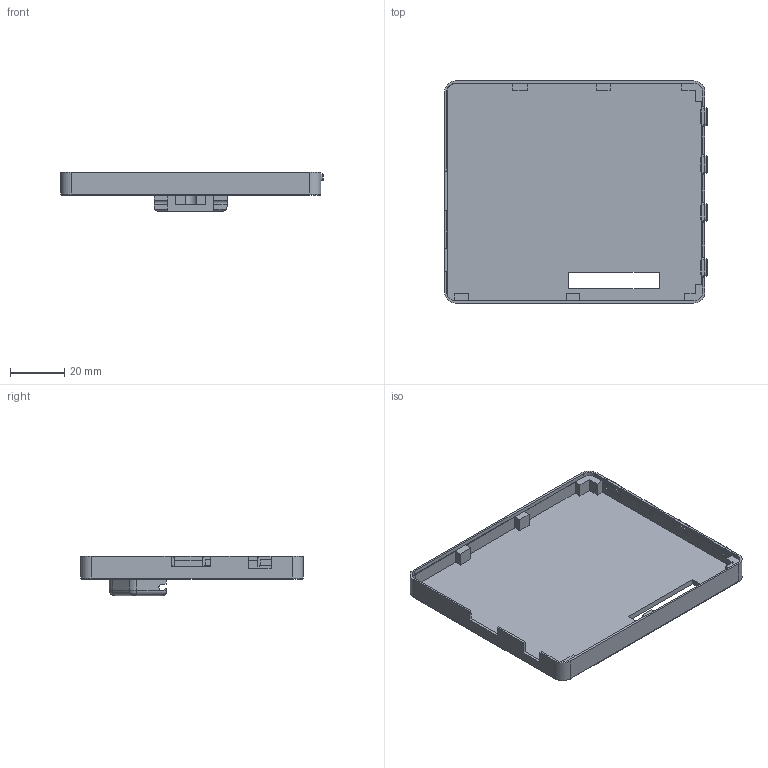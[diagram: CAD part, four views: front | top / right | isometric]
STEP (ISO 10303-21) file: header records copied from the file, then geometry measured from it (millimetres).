
FILE_DESCRIPTION(('FreeCAD Model'),'2;1');
FILE_NAME('rev_2_back_cover.stp','2020-12-15T13:20:30',('Author'),(''), 'Open CASCADE STEP processor 7.4','FreeCAD','Unknown');
FILE_SCHEMA(('AUTOMOTIVE_DESIGN { 1 0 10303 214 1 1 1 1 }'));
Length unit declared in the file: millimetre
Products named in the file (1): Solid
Bounding box: 97.1 x 82.1 x 14.5 mm (x, y, z)
Volume: 19568.6 mm3; surface area: 21574.3 mm2
Topology: 1 solids, 1 shells, 289 faces, 794 edges, 510 vertices
Faces by surface type: plane 197, cylinder 68, torus 20, bspline 4
Entity records: 20382 total; most frequent: CARTESIAN_POINT 4361, DIRECTION 3030, LINE 2079, VECTOR 2079, ORIENTED_EDGE 1580, PCURVE 1580, DEFINITIONAL_REPRESENTATION 1580, EDGE_CURVE 790
